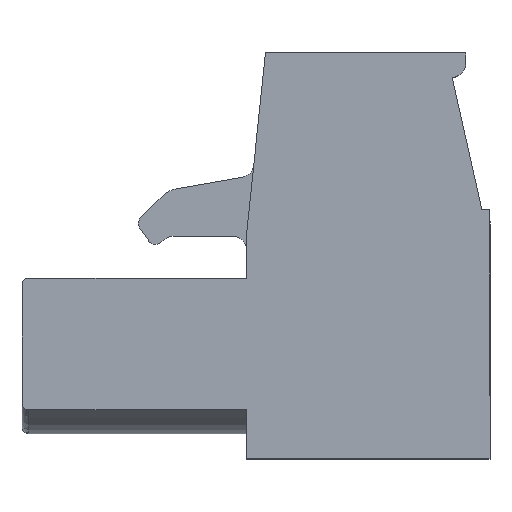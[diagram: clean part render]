
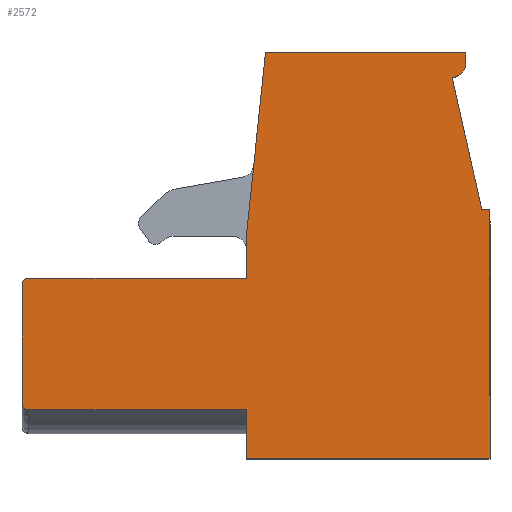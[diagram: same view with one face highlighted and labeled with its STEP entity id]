
A CAD part, top view. The second image highlights one B-rep face of the part: STEP entity #2572.
In plain terms, the highlighted planar face has unit normal (0, 0, 1).
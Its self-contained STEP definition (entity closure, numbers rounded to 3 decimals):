
#502=CARTESIAN_POINT('',(-3.7,8.3,2.5));
#503=VERTEX_POINT('',#502);
#510=CARTESIAN_POINT('',(-3.,15.,2.5));
#511=VERTEX_POINT('',#510);
#512=CARTESIAN_POINT('',(-3.7,8.3,2.5));
#513=DIRECTION('',(0.104,0.995,0.0));
#514=VECTOR('',#513,6.736);
#515=LINE('',#512,#514);
#516=EDGE_CURVE('',#503,#511,#515,.T.);
#2242=CARTESIAN_POINT('',(4.4,14.6,2.5));
#2243=VERTEX_POINT('',#2242);
#2244=CARTESIAN_POINT('',(3.9,14.1,2.5));
#2245=VERTEX_POINT('',#2244);
#2246=CARTESIAN_POINT('',(3.9,14.6,2.5));
#2247=DIRECTION('',(0.0,0.0,-1.0));
#2248=DIRECTION('',(0.707,-0.707,0.0));
#2249=AXIS2_PLACEMENT_3D('',#2246,#2247,#2248);
#2250=CIRCLE('',#2249,0.5);
#2251=EDGE_CURVE('',#2243,#2245,#2250,.T.);
#2276=CARTESIAN_POINT('',(4.4,15.0,2.5));
#2277=VERTEX_POINT('',#2276);
#2284=CARTESIAN_POINT('',(4.4,15.0,2.5));
#2285=DIRECTION('',(0.0,-1.0,0.0));
#2286=VECTOR('',#2285,0.4);
#2287=LINE('',#2284,#2286);
#2288=EDGE_CURVE('',#2277,#2243,#2287,.T.);
#2298=CARTESIAN_POINT('',(-11.75,1.8,2.5));
#2299=VERTEX_POINT('',#2298);
#2300=CARTESIAN_POINT('',(-12.,2.05,2.5));
#2301=VERTEX_POINT('',#2300);
#2302=CARTESIAN_POINT('',(-11.75,2.05,2.5));
#2303=DIRECTION('',(0.0,0.0,-1.0));
#2304=DIRECTION('',(-0.707,-0.707,0.0));
#2305=AXIS2_PLACEMENT_3D('',#2302,#2303,#2304);
#2306=CIRCLE('',#2305,0.25);
#2307=EDGE_CURVE('',#2299,#2301,#2306,.T.);
#2423=CARTESIAN_POINT('',(-12.,6.425,2.5));
#2424=VERTEX_POINT('',#2423);
#2425=CARTESIAN_POINT('',(-12.,6.425,2.5));
#2426=DIRECTION('',(0.0,-1.0,0.0));
#2427=VECTOR('',#2426,4.375);
#2428=LINE('',#2425,#2427);
#2429=EDGE_CURVE('',#2424,#2301,#2428,.T.);
#2485=CARTESIAN_POINT('',(0.798,7.341,2.5));
#2486=DIRECTION('',(0.0,0.0,1.0));
#2487=DIRECTION('',(1.0,0.0,0.0));
#2488=AXIS2_PLACEMENT_3D('',#2485,#2486,#2487);
#2489=PLANE('',#2488);
#2490=ORIENTED_EDGE('',*,*,#2251,.F.);
#2491=ORIENTED_EDGE('',*,*,#2288,.F.);
#2492=CARTESIAN_POINT('',(-3.,15.,2.5));
#2493=DIRECTION('',(1.0,0.0,0.0));
#2494=VECTOR('',#2493,7.4);
#2495=LINE('',#2492,#2494);
#2496=EDGE_CURVE('',#511,#2277,#2495,.T.);
#2497=ORIENTED_EDGE('',*,*,#2496,.F.);
#2498=ORIENTED_EDGE('',*,*,#516,.F.);
#2499=CARTESIAN_POINT('',(-3.7,6.675,2.5));
#2500=VERTEX_POINT('',#2499);
#2501=CARTESIAN_POINT('',(-3.7,6.675,2.5));
#2502=DIRECTION('',(0.0,1.0,0.0));
#2503=VECTOR('',#2502,1.625);
#2504=LINE('',#2501,#2503);
#2505=EDGE_CURVE('',#2500,#503,#2504,.T.);
#2506=ORIENTED_EDGE('',*,*,#2505,.F.);
#2507=CARTESIAN_POINT('',(-11.75,6.675,2.5));
#2508=VERTEX_POINT('',#2507);
#2509=CARTESIAN_POINT('',(-3.7,6.675,2.5));
#2510=DIRECTION('',(-1.0,0.0,0.0));
#2511=VECTOR('',#2510,8.05);
#2512=LINE('',#2509,#2511);
#2513=EDGE_CURVE('',#2500,#2508,#2512,.T.);
#2514=ORIENTED_EDGE('',*,*,#2513,.T.);
#2515=CARTESIAN_POINT('',(-11.75,6.425,2.5));
#2516=DIRECTION('',(0.0,0.0,-1.));
#2517=DIRECTION('',(-0.707,0.707,0.0));
#2518=AXIS2_PLACEMENT_3D('',#2515,#2516,#2517);
#2519=CIRCLE('',#2518,0.25);
#2520=EDGE_CURVE('',#2424,#2508,#2519,.T.);
#2521=ORIENTED_EDGE('',*,*,#2520,.F.);
#2522=ORIENTED_EDGE('',*,*,#2429,.T.);
#2523=ORIENTED_EDGE('',*,*,#2307,.F.);
#2524=CARTESIAN_POINT('',(-3.7,1.8,2.5));
#2525=VERTEX_POINT('',#2524);
#2526=CARTESIAN_POINT('',(-3.7,1.8,2.5));
#2527=DIRECTION('',(-1.0,0.0,0.0));
#2528=VECTOR('',#2527,8.05);
#2529=LINE('',#2526,#2528);
#2530=EDGE_CURVE('',#2525,#2299,#2529,.T.);
#2531=ORIENTED_EDGE('',*,*,#2530,.F.);
#2532=CARTESIAN_POINT('',(-3.7,0.0,2.5));
#2533=VERTEX_POINT('',#2532);
#2534=CARTESIAN_POINT('',(-3.7,0.0,2.5));
#2535=DIRECTION('',(0.0,1.0,0.0));
#2536=VECTOR('',#2535,1.8);
#2537=LINE('',#2534,#2536);
#2538=EDGE_CURVE('',#2533,#2525,#2537,.T.);
#2539=ORIENTED_EDGE('',*,*,#2538,.F.);
#2540=CARTESIAN_POINT('',(5.3,0.,2.5));
#2541=VERTEX_POINT('',#2540);
#2542=CARTESIAN_POINT('',(5.3,0.,2.5));
#2543=DIRECTION('',(-1.0,0.0,0.0));
#2544=VECTOR('',#2543,9.);
#2545=LINE('',#2542,#2544);
#2546=EDGE_CURVE('',#2541,#2533,#2545,.T.);
#2547=ORIENTED_EDGE('',*,*,#2546,.F.);
#2548=CARTESIAN_POINT('',(5.3,9.2,2.5));
#2549=VERTEX_POINT('',#2548);
#2550=CARTESIAN_POINT('',(5.3,9.2,2.5));
#2551=DIRECTION('',(0.0,-1.0,0.0));
#2552=VECTOR('',#2551,9.2);
#2553=LINE('',#2550,#2552);
#2554=EDGE_CURVE('',#2549,#2541,#2553,.T.);
#2555=ORIENTED_EDGE('',*,*,#2554,.F.);
#2556=CARTESIAN_POINT('',(5.,9.2,2.5));
#2557=VERTEX_POINT('',#2556);
#2558=CARTESIAN_POINT('',(5.,9.2,2.5));
#2559=DIRECTION('',(1.0,0.0,0.0));
#2560=VECTOR('',#2559,0.3);
#2561=LINE('',#2558,#2560);
#2562=EDGE_CURVE('',#2557,#2549,#2561,.T.);
#2563=ORIENTED_EDGE('',*,*,#2562,.F.);
#2564=CARTESIAN_POINT('',(3.9,14.1,2.5));
#2565=DIRECTION('',(0.219,-0.976,0.0));
#2566=VECTOR('',#2565,5.022);
#2567=LINE('',#2564,#2566);
#2568=EDGE_CURVE('',#2245,#2557,#2567,.T.);
#2569=ORIENTED_EDGE('',*,*,#2568,.F.);
#2570=EDGE_LOOP('',(#2490,#2491,#2497,#2498,#2506,#2514,#2521,#2522,#2523,#2531,#2539,#2547,#2555,#2563,#2569));
#2571=FACE_OUTER_BOUND('',#2570,.T.);
#2572=ADVANCED_FACE('',(#2571),#2489,.T.);
